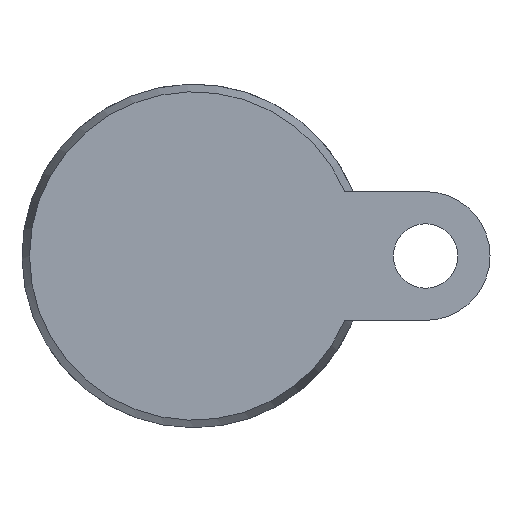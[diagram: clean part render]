
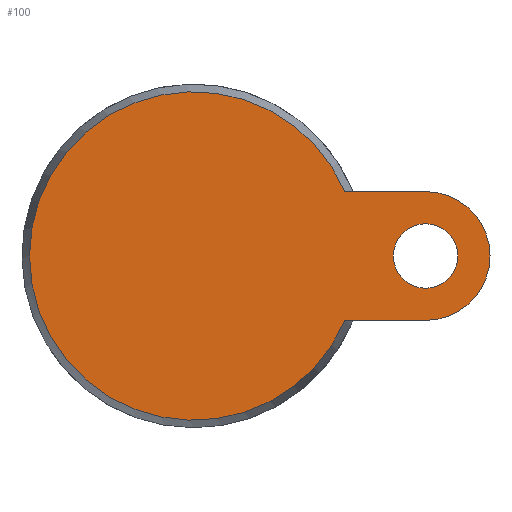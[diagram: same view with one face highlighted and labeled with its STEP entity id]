
A CAD part, front view. The second image highlights one B-rep face of the part: STEP entity #100.
In plain terms, the highlighted planar face has unit normal (0, -1, 0).
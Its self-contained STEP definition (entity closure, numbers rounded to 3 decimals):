
#100 = ADVANCED_FACE( '', ( #234, #235 ), #236, .F. );
#234 = FACE_BOUND( '', #407, .T. );
#235 = FACE_OUTER_BOUND( '', #408, .T. );
#236 = PLANE( '', #409 );
#407 = EDGE_LOOP( '', ( #664 ) );
#408 = EDGE_LOOP( '', ( #665, #666, #667, #668 ) );
#409 = AXIS2_PLACEMENT_3D( '', #669, #670, #671 );
#664 = ORIENTED_EDGE( '', *, *, #1012, .T. );
#665 = ORIENTED_EDGE( '', *, *, #1013, .F. );
#666 = ORIENTED_EDGE( '', *, *, #1014, .T. );
#667 = ORIENTED_EDGE( '', *, *, #964, .F. );
#668 = ORIENTED_EDGE( '', *, *, #1015, .F. );
#669 = CARTESIAN_POINT( '', ( 38.25, 0., 0. ) );
#670 = DIRECTION( '', ( 0., 1., 0. ) );
#671 = DIRECTION( '', ( 0., 0., 1. ) );
#964 = EDGE_CURVE( '', #1118, #1119, #1120, .T. );
#1012 = EDGE_CURVE( '', #1194, #1194, #1195, .T. );
#1013 = EDGE_CURVE( '', #1196, #1197, #1198, .T. );
#1014 = EDGE_CURVE( '', #1196, #1119, #1199, .T. );
#1015 = EDGE_CURVE( '', #1197, #1118, #1200, .T. );
#1118 = VERTEX_POINT( '', #1328 );
#1119 = VERTEX_POINT( '', #1329 );
#1120 = LINE( '', #1330, #1331 );
#1194 = VERTEX_POINT( '', #1465 );
#1195 = CIRCLE( '', #1466, 7.5 );
#1196 = VERTEX_POINT( '', #1467 );
#1197 = VERTEX_POINT( '', #1468 );
#1198 = LINE( '', #1469, #1470 );
#1199 = CIRCLE( '', #1471, 38.25 );
#1200 = CIRCLE( '', #1472, 15. );
#1328 = CARTESIAN_POINT( '', ( 54., 0., -15. ) );
#1329 = CARTESIAN_POINT( '', ( 35.186, 0., -15. ) );
#1330 = CARTESIAN_POINT( '', ( 54., 0., -15. ) );
#1331 = VECTOR( '', #1729, 1000. );
#1465 = CARTESIAN_POINT( '', ( 61.5, 0., 0. ) );
#1466 = AXIS2_PLACEMENT_3D( '', #1776, #1777, #1778 );
#1467 = CARTESIAN_POINT( '', ( 35.186, 0., 15. ) );
#1468 = CARTESIAN_POINT( '', ( 54., 0., 15. ) );
#1469 = CARTESIAN_POINT( '', ( 0., 0., 15. ) );
#1470 = VECTOR( '', #1779, 1000. );
#1471 = AXIS2_PLACEMENT_3D( '', #1780, #1781, #1782 );
#1472 = AXIS2_PLACEMENT_3D( '', #1783, #1784, #1785 );
#1729 = DIRECTION( '', ( -1., 0., 0. ) );
#1776 = CARTESIAN_POINT( '', ( 54., 0., 0. ) );
#1777 = DIRECTION( '', ( 0., 1., 0. ) );
#1778 = DIRECTION( '', ( 1., 0., 0. ) );
#1779 = DIRECTION( '', ( 1., 0., 0. ) );
#1780 = CARTESIAN_POINT( '', ( 0., 0., 0. ) );
#1781 = DIRECTION( '', ( 0., -1., 0. ) );
#1782 = DIRECTION( '', ( 0., 0., -1. ) );
#1783 = CARTESIAN_POINT( '', ( 54., 0., 0. ) );
#1784 = DIRECTION( '', ( 0., 1., 0. ) );
#1785 = DIRECTION( '', ( 1., 0., 0. ) );
